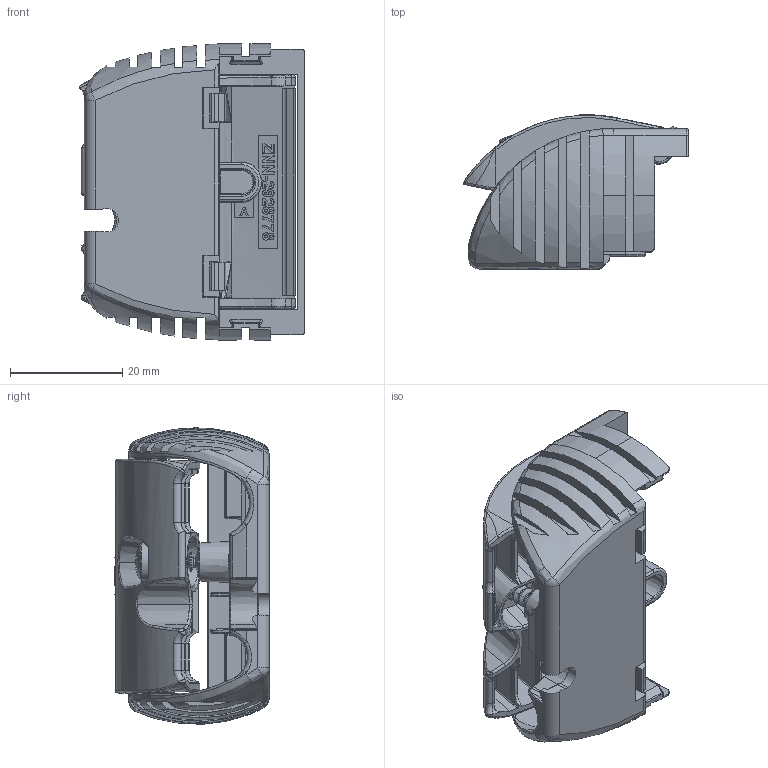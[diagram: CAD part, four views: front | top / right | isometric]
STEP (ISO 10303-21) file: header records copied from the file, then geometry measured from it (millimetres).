
FILE_DESCRIPTION (( 'STEP AP214' ), '1' );
FILE_NAME ('CC_E-Style.STEP', '2019-07-15T08:31:38', ( '' ), ( '' ), 'SwSTEP 2.0', 'SolidWorks 2017', '' );
FILE_SCHEMA (( 'AUTOMOTIVE_DESIGN' ));
Length unit declared in the file: millimetre
Products named in the file (1): CC_E-Style
Bounding box: 40.05 x 27.46 x 52.78 mm (x, y, z)
Volume: 12371 mm3; surface area: 16041 mm2
Topology: 3 solids, 5 shells, 1569 faces, 4153 edges, 2576 vertices
Faces by surface type: plane 589, bspline 436, cylinder 325, cone 98, sphere 79, torus 42
Entity records: 84882 total; most frequent: CARTESIAN_POINT 33601, ORIENTED_EDGE 8138, DIRECTION 5580, EDGE_CURVE 4069, VERTEX_POINT 2562, AXIS2_PLACEMENT_3D 1876, VECTOR 1828, LINE 1828
